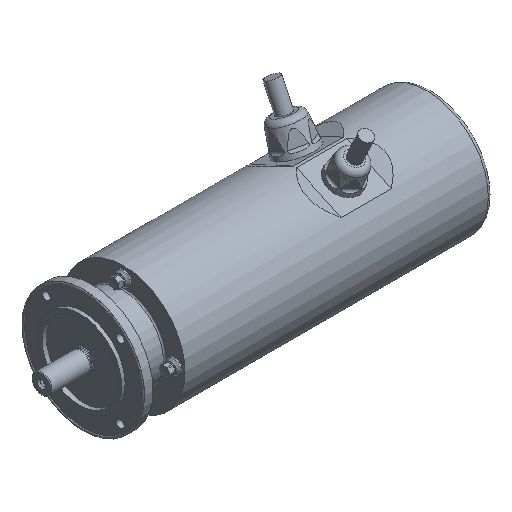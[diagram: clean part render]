
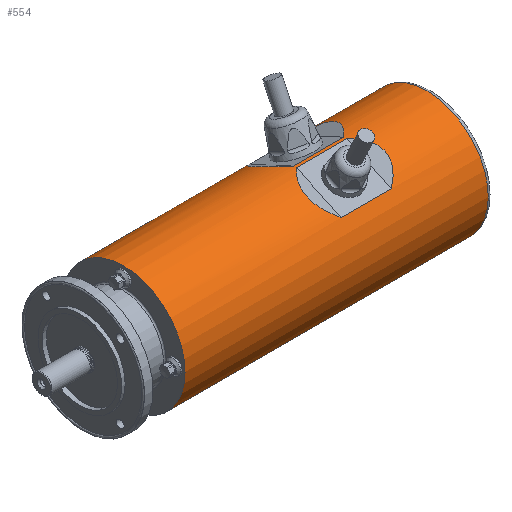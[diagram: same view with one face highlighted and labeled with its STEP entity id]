
A CAD part, isometric view. The second image highlights one B-rep face of the part: STEP entity #554.
In plain terms, the highlighted cylindrical face has radius 44 mm (diameter 88 mm), a full revolution.
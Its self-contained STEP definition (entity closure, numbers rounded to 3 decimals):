
#361=ELLIPSE('',#2501,128.647,44.);
#362=ELLIPSE('',#2504,128.647,44.);
#363=ELLIPSE('',#2506,128.647,44.);
#364=ELLIPSE('',#2510,128.647,44.);
#554=ADVANCED_FACE('',(#1014,#1015,#1016,#1017),#677,.T.);
#677=CYLINDRICAL_SURFACE('',#2514,44.);
#827=LINE('',#4478,#919);
#828=LINE('',#4480,#920);
#831=LINE('',#4493,#923);
#832=LINE('',#4495,#924);
#919=VECTOR('',#2921,1.);
#920=VECTOR('',#2922,1.);
#923=VECTOR('',#2937,1.);
#924=VECTOR('',#2938,1.);
#1014=FACE_BOUND('',#1164,.T.);
#1015=FACE_BOUND('',#1165,.T.);
#1016=FACE_BOUND('',#1166,.T.);
#1017=FACE_BOUND('',#1167,.T.);
#1164=EDGE_LOOP('',(#1536));
#1165=EDGE_LOOP('',(#1537));
#1166=EDGE_LOOP('',(#1538,#1539,#1540,#1541));
#1167=EDGE_LOOP('',(#1542,#1543,#1544,#1545));
#1536=ORIENTED_EDGE('',*,*,#2179,.F.);
#1537=ORIENTED_EDGE('',*,*,#2197,.T.);
#1538=ORIENTED_EDGE('',*,*,#2196,.F.);
#1539=ORIENTED_EDGE('',*,*,#2194,.F.);
#1540=ORIENTED_EDGE('',*,*,#2191,.F.);
#1541=ORIENTED_EDGE('',*,*,#2193,.F.);
#1542=ORIENTED_EDGE('',*,*,#2189,.F.);
#1543=ORIENTED_EDGE('',*,*,#2187,.F.);
#1544=ORIENTED_EDGE('',*,*,#2185,.F.);
#1545=ORIENTED_EDGE('',*,*,#2186,.F.);
#1963=VERTEX_POINT('',#4432);
#1968=VERTEX_POINT('',#4474);
#1969=VERTEX_POINT('',#4475);
#1970=VERTEX_POINT('',#4479);
#1971=VERTEX_POINT('',#4481);
#1972=VERTEX_POINT('',#4487);
#1973=VERTEX_POINT('',#4488);
#1975=VERTEX_POINT('',#4494);
#1976=VERTEX_POINT('',#4496);
#1977=VERTEX_POINT('',#4502);
#2179=EDGE_CURVE('',#1963,#1963,#2362,.T.);
#2185=EDGE_CURVE('',#1968,#1969,#361,.T.);
#2186=EDGE_CURVE('',#1970,#1968,#827,.T.);
#2187=EDGE_CURVE('',#1969,#1971,#828,.T.);
#2189=EDGE_CURVE('',#1971,#1970,#362,.T.);
#2191=EDGE_CURVE('',#1972,#1973,#363,.T.);
#2193=EDGE_CURVE('',#1975,#1972,#831,.T.);
#2194=EDGE_CURVE('',#1973,#1976,#832,.T.);
#2196=EDGE_CURVE('',#1976,#1975,#364,.T.);
#2197=EDGE_CURVE('',#1977,#1977,#2368,.T.);
#2362=CIRCLE('',#2492,44.);
#2368=CIRCLE('',#2512,44.);
#2492=AXIS2_PLACEMENT_3D('',#4431,#2898,#2899);
#2501=AXIS2_PLACEMENT_3D('',#4476,#2917,#2918);
#2504=AXIS2_PLACEMENT_3D('',#4484,#2926,#2927);
#2506=AXIS2_PLACEMENT_3D('',#4489,#2931,#2932);
#2510=AXIS2_PLACEMENT_3D('',#4499,#2942,#2943);
#2512=AXIS2_PLACEMENT_3D('',#4501,#2946,#2947);
#2514=AXIS2_PLACEMENT_3D('',#4504,#2950,#2951);
#2898=DIRECTION('',(0.,-1.,0.));
#2899=DIRECTION('',(0.,0.,1.));
#2917=DIRECTION('',(0.852,0.342,-0.397));
#2918=DIRECTION('',(-0.31,0.94,0.145));
#2921=DIRECTION('',(0.,-1.,0.));
#2922=DIRECTION('',(0.,1.,0.));
#2926=DIRECTION('',(0.852,-0.342,-0.397));
#2927=DIRECTION('',(0.31,0.94,-0.145));
#2931=DIRECTION('',(0.852,0.342,0.397));
#2932=DIRECTION('',(-0.31,0.94,-0.145));
#2937=DIRECTION('',(0.,-1.,0.));
#2938=DIRECTION('',(0.,1.,0.));
#2942=DIRECTION('',(0.852,-0.342,0.397));
#2943=DIRECTION('',(0.31,0.94,0.145));
#2946=DIRECTION('',(0.,-1.,0.));
#2947=DIRECTION('',(0.,0.,1.));
#2950=DIRECTION('',(0.,1.,0.));
#2951=DIRECTION('',(0.,0.,1.));
#4431=CARTESIAN_POINT('',(0.,29.,0.));
#4432=CARTESIAN_POINT('',(0.,29.,44.));
#4474=CARTESIAN_POINT('',(43.988,152.,-1.025));
#4475=CARTESIAN_POINT('',(29.06,152.,-33.038));
#4476=CARTESIAN_POINT('',(0.,262.723,0.));
#4478=CARTESIAN_POINT('',(43.988,0.,-1.025));
#4479=CARTESIAN_POINT('',(43.988,188.,-1.025));
#4480=CARTESIAN_POINT('',(29.06,0.,-33.038));
#4481=CARTESIAN_POINT('',(29.06,188.,-33.038));
#4484=CARTESIAN_POINT('',(0.,77.277,0.));
#4487=CARTESIAN_POINT('',(29.06,152.,33.038));
#4488=CARTESIAN_POINT('',(43.988,152.,1.025));
#4489=CARTESIAN_POINT('',(0.,262.723,0.));
#4493=CARTESIAN_POINT('',(29.06,0.,33.038));
#4494=CARTESIAN_POINT('',(29.06,188.,33.038));
#4495=CARTESIAN_POINT('',(43.988,0.,1.025));
#4496=CARTESIAN_POINT('',(43.988,188.,1.025));
#4499=CARTESIAN_POINT('',(0.,77.277,0.));
#4501=CARTESIAN_POINT('',(0.,246.608,0.));
#4502=CARTESIAN_POINT('',(0.,246.608,44.));
#4504=CARTESIAN_POINT('',(0.,0.,0.));
